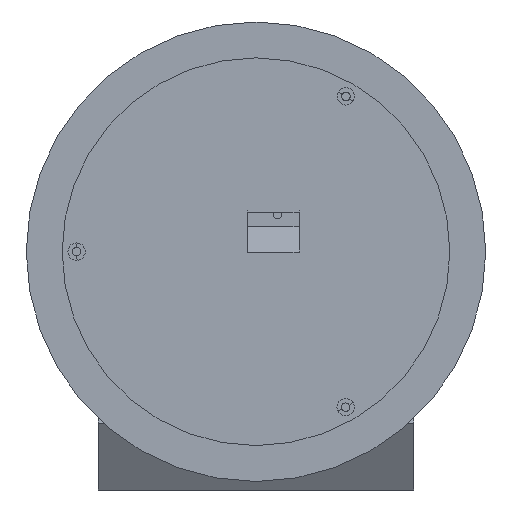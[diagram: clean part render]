
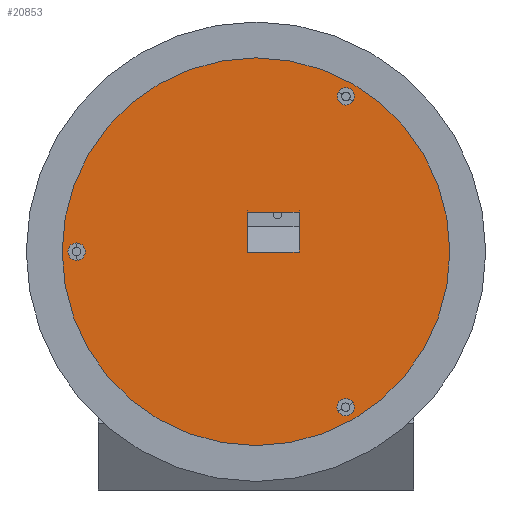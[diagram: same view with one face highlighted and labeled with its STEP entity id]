
A CAD part, front view. The second image highlights one B-rep face of the part: STEP entity #20853.
In plain terms, the highlighted planar face has unit normal (0, -1, 0).
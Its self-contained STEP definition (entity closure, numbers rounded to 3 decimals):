
#453=FACE_BOUND('',#3736,.T.);
#454=FACE_BOUND('',#3737,.T.);
#455=FACE_BOUND('',#3738,.T.);
#456=FACE_BOUND('',#3739,.T.);
#1386=PLANE('',#22085);
#2490=FACE_OUTER_BOUND('',#3735,.T.);
#3735=EDGE_LOOP('',(#19560));
#3736=EDGE_LOOP('',(#19561,#19562,#19563,#19564));
#3737=EDGE_LOOP('',(#19565));
#3738=EDGE_LOOP('',(#19566));
#3739=EDGE_LOOP('',(#19567));
#6239=LINE('',#35858,#8779);
#6242=LINE('',#35863,#8782);
#6257=LINE('',#35932,#8797);
#6258=LINE('',#35933,#8798);
#8779=VECTOR('',#26872,10.);
#8782=VECTOR('',#26877,10.);
#8797=VECTOR('',#26960,10.);
#8798=VECTOR('',#26961,10.);
#9015=CIRCLE('',#22055,67.5);
#9027=CIRCLE('',#22076,3.);
#9029=CIRCLE('',#22080,3.);
#9031=CIRCLE('',#22084,3.);
#10909=VERTEX_POINT('',#35856);
#10910=VERTEX_POINT('',#35857);
#10911=VERTEX_POINT('',#35862);
#10914=VERTEX_POINT('',#35870);
#10926=VERTEX_POINT('',#35913);
#10928=VERTEX_POINT('',#35920);
#10930=VERTEX_POINT('',#35927);
#10931=VERTEX_POINT('',#35931);
#13780=EDGE_CURVE('',#10909,#10910,#6239,.T.);
#13783=EDGE_CURVE('',#10910,#10911,#6242,.T.);
#13788=EDGE_CURVE('',#10914,#10914,#9015,.T.);
#13809=EDGE_CURVE('',#10926,#10926,#9027,.T.);
#13812=EDGE_CURVE('',#10928,#10928,#9029,.T.);
#13815=EDGE_CURVE('',#10930,#10930,#9031,.T.);
#13817=EDGE_CURVE('',#10911,#10931,#6257,.T.);
#13818=EDGE_CURVE('',#10931,#10909,#6258,.T.);
#19560=ORIENTED_EDGE('',*,*,#13788,.T.);
#19561=ORIENTED_EDGE('',*,*,#13817,.T.);
#19562=ORIENTED_EDGE('',*,*,#13818,.T.);
#19563=ORIENTED_EDGE('',*,*,#13780,.T.);
#19564=ORIENTED_EDGE('',*,*,#13783,.T.);
#19565=ORIENTED_EDGE('',*,*,#13809,.T.);
#19566=ORIENTED_EDGE('',*,*,#13812,.T.);
#19567=ORIENTED_EDGE('',*,*,#13815,.T.);
#20853=ADVANCED_FACE('',(#2490,#453,#454,#455,#456),#1386,.T.);
#22055=AXIS2_PLACEMENT_3D('',#35872,#26886,#26887);
#22076=AXIS2_PLACEMENT_3D('',#35914,#26937,#26938);
#22080=AXIS2_PLACEMENT_3D('',#35921,#26946,#26947);
#22084=AXIS2_PLACEMENT_3D('',#35928,#26955,#26956);
#22085=AXIS2_PLACEMENT_3D('',#35930,#26958,#26959);
#26872=DIRECTION('',(0.,0.,-1.));
#26877=DIRECTION('',(-1.,0.,0.));
#26886=DIRECTION('center_axis',(0.,-1.,0.));
#26887=DIRECTION('ref_axis',(1.,0.,0.));
#26937=DIRECTION('center_axis',(0.,1.,0.));
#26938=DIRECTION('ref_axis',(1.,0.,0.));
#26946=DIRECTION('center_axis',(0.,1.,0.));
#26947=DIRECTION('ref_axis',(1.,0.,0.));
#26955=DIRECTION('center_axis',(0.,1.,0.));
#26956=DIRECTION('ref_axis',(1.,0.,0.));
#26958=DIRECTION('center_axis',(0.,-1.,0.));
#26959=DIRECTION('ref_axis',(1.,0.,0.));
#26960=DIRECTION('',(0.,0.,1.));
#26961=DIRECTION('',(1.,0.,0.));
#35856=CARTESIAN_POINT('',(15.,0.,13.812));
#35857=CARTESIAN_POINT('',(15.,0.,-0.104));
#35858=CARTESIAN_POINT('',(15.,0.,4.315));
#35862=CARTESIAN_POINT('',(-3.,0.,-0.104));
#35863=CARTESIAN_POINT('',(-1.5,0.,-0.104));
#35870=CARTESIAN_POINT('',(-67.5,0.,0.));
#35872=CARTESIAN_POINT('Origin',(0.,0.,0.));
#35913=CARTESIAN_POINT('',(28.195,0.,-54.158));
#35914=CARTESIAN_POINT('Origin',(31.195,0.,-54.158));
#35920=CARTESIAN_POINT('',(28.305,0.,54.095));
#35921=CARTESIAN_POINT('Origin',(31.305,0.,54.095));
#35927=CARTESIAN_POINT('',(-65.5,0.,0.063));
#35928=CARTESIAN_POINT('Origin',(-62.5,0.,0.063));
#35930=CARTESIAN_POINT('Origin',(0.,0.,0.));
#35931=CARTESIAN_POINT('',(-3.,0.,13.812));
#35932=CARTESIAN_POINT('',(-3.,0.,8.984));
#35933=CARTESIAN_POINT('',(7.5,0.,13.812));
